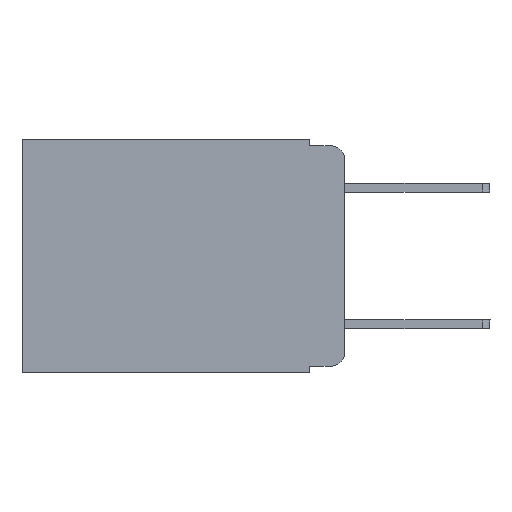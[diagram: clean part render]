
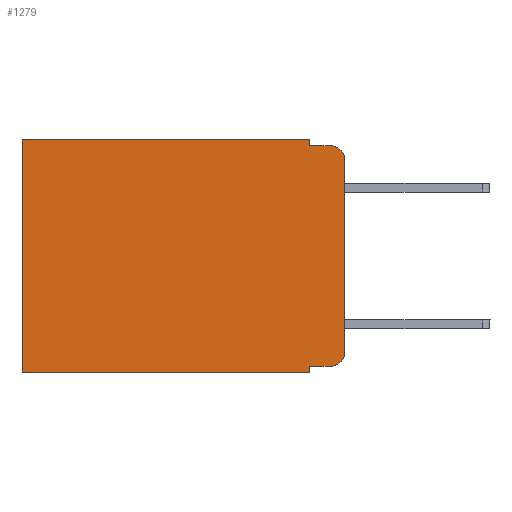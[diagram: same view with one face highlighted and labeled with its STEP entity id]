
A CAD part, left-side view. The second image highlights one B-rep face of the part: STEP entity #1279.
In plain terms, the highlighted planar face has unit normal (-1, 0, 0).
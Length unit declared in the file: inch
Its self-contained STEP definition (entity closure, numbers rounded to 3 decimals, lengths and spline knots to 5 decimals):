
#162 = LINE ( 'NONE', #8276, #5880 ) ;
#372 = CARTESIAN_POINT ( 'NONE',  ( 0.298, 0.051, 0. ) ) ;
#661 = EDGE_CURVE ( 'NONE', #10207, #13263, #8382, .T. ) ;
#1029 = DIRECTION ( 'NONE',  ( 0., 1., 0. ) ) ;
#1036 = ORIENTED_EDGE ( 'NONE', *, *, #5866, .T. ) ;
#1279 = ADVANCED_FACE ( 'NONE', ( #13602 ), #6746, .F. ) ;
#1370 = CARTESIAN_POINT ( 'NONE',  ( 0.298, 0.051, -0.01 ) ) ;
#1688 = VERTEX_POINT ( 'NONE', #4409 ) ;
#1827 = ORIENTED_EDGE ( 'NONE', *, *, #9746, .F. ) ;
#2235 = CARTESIAN_POINT ( 'NONE',  ( 0.298, 0., -0.343 ) ) ;
#2742 = VECTOR ( 'NONE', #12050, 39.37008 ) ;
#3041 = CARTESIAN_POINT ( 'NONE',  ( 0.298, 0.473, 0. ) ) ;
#3149 = ORIENTED_EDGE ( 'NONE', *, *, #12724, .F. ) ;
#3373 = DIRECTION ( 'NONE',  ( 0., 0., -1. ) ) ;
#3925 = CARTESIAN_POINT ( 'NONE',  ( 0.298, 0., -0.03 ) ) ;
#3981 = LINE ( 'NONE', #372, #11607 ) ;
#4278 = ORIENTED_EDGE ( 'NONE', *, *, #12153, .F. ) ;
#4393 = DIRECTION ( 'NONE',  ( 0., 0., -1. ) ) ;
#4409 = CARTESIAN_POINT ( 'NONE',  ( 0.298, 0.051, -0.333 ) ) ;
#4478 = LINE ( 'NONE', #14623, #6460 ) ;
#4493 = CARTESIAN_POINT ( 'NONE',  ( 0.298, 0., 0. ) ) ;
#4815 = CARTESIAN_POINT ( 'NONE',  ( 0.298, 0.02, -0.01 ) ) ;
#5068 = CIRCLE ( 'NONE', #13691, 0.02 ) ;
#5276 = ORIENTED_EDGE ( 'NONE', *, *, #9017, .F. ) ;
#5851 = CARTESIAN_POINT ( 'NONE',  ( 0.298, 0., -0.313 ) ) ;
#5866 = EDGE_CURVE ( 'NONE', #13934, #6869, #5068, .T. ) ;
#5880 = VECTOR ( 'NONE', #12880, 39.37008 ) ;
#6460 = VECTOR ( 'NONE', #9043, 39.37008 ) ;
#6494 = ORIENTED_EDGE ( 'NONE', *, *, #11771, .T. ) ;
#6722 = CARTESIAN_POINT ( 'NONE',  ( 0.298, 0.02, -0.333 ) ) ;
#6746 = PLANE ( 'NONE',  #14505 ) ;
#6869 = VERTEX_POINT ( 'NONE', #4815 ) ;
#7151 = CARTESIAN_POINT ( 'NONE',  ( 0.298, 0.473, -0.343 ) ) ;
#7352 = EDGE_CURVE ( 'NONE', #1688, #12065, #14047, .T. ) ;
#7477 = CARTESIAN_POINT ( 'NONE',  ( 0.298, 0., 0. ) ) ;
#7514 = AXIS2_PLACEMENT_3D ( 'NONE', #9276, #12685, #11608 ) ;
#7842 = ORIENTED_EDGE ( 'NONE', *, *, #661, .T. ) ;
#8276 = CARTESIAN_POINT ( 'NONE',  ( 0.298, 0.051, 0. ) ) ;
#8382 = LINE ( 'NONE', #7477, #2742 ) ;
#8462 = VERTEX_POINT ( 'NONE', #7151 ) ;
#8620 = CARTESIAN_POINT ( 'NONE',  ( 0.298, 0.051, -0.343 ) ) ;
#8763 = CARTESIAN_POINT ( 'NONE',  ( 0.298, 0.02, -0.03 ) ) ;
#9017 = EDGE_CURVE ( 'NONE', #1688, #12621, #3981, .T. ) ;
#9043 = DIRECTION ( 'NONE',  ( 0., -1., 0. ) ) ;
#9060 = DIRECTION ( 'NONE',  ( 1., 0., 0. ) ) ;
#9276 = CARTESIAN_POINT ( 'NONE',  ( 0.298, 0.02, -0.313 ) ) ;
#9280 = DIRECTION ( 'NONE',  ( 0., -1., 0. ) ) ;
#9693 = ORIENTED_EDGE ( 'NONE', *, *, #10965, .T. ) ;
#9746 = EDGE_CURVE ( 'NONE', #10207, #13790, #162, .T. ) ;
#10073 = VERTEX_POINT ( 'NONE', #5851 ) ;
#10089 = LINE ( 'NONE', #14685, #10366 ) ;
#10107 = LINE ( 'NONE', #2235, #10469 ) ;
#10207 = VERTEX_POINT ( 'NONE', #11788 ) ;
#10366 = VECTOR ( 'NONE', #4393, 39.37008 ) ;
#10469 = VECTOR ( 'NONE', #1029, 39.37008 ) ;
#10786 = CARTESIAN_POINT ( 'NONE',  ( 0.298, 0.051, -0.333 ) ) ;
#10965 = EDGE_CURVE ( 'NONE', #13263, #8462, #13943, .T. ) ;
#11607 = VECTOR ( 'NONE', #11996, 39.37008 ) ;
#11608 = DIRECTION ( 'NONE',  ( 0., 0., -1. ) ) ;
#11611 = EDGE_CURVE ( 'NONE', #12621, #8462, #10107, .T. ) ;
#11771 = EDGE_CURVE ( 'NONE', #12065, #10073, #12306, .T. ) ;
#11788 = CARTESIAN_POINT ( 'NONE',  ( 0.298, 0.051, 0. ) ) ;
#11893 = CARTESIAN_POINT ( 'NONE',  ( 0.298, 0.473, 0. ) ) ;
#11996 = DIRECTION ( 'NONE',  ( 0., 0., -1. ) ) ;
#12050 = DIRECTION ( 'NONE',  ( 0., 1., 0. ) ) ;
#12065 = VERTEX_POINT ( 'NONE', #6722 ) ;
#12153 = EDGE_CURVE ( 'NONE', #13934, #10073, #10089, .T. ) ;
#12270 = ORIENTED_EDGE ( 'NONE', *, *, #7352, .T. ) ;
#12306 = CIRCLE ( 'NONE', #7514, 0.02 ) ;
#12400 = ORIENTED_EDGE ( 'NONE', *, *, #11611, .F. ) ;
#12621 = VERTEX_POINT ( 'NONE', #8620 ) ;
#12685 = DIRECTION ( 'NONE',  ( -1., 0., 0. ) ) ;
#12724 = EDGE_CURVE ( 'NONE', #13790, #6869, #4478, .T. ) ;
#12880 = DIRECTION ( 'NONE',  ( 0., 0., -1. ) ) ;
#13044 = VECTOR ( 'NONE', #9280, 39.37008 ) ;
#13263 = VERTEX_POINT ( 'NONE', #3041 ) ;
#13367 = VECTOR ( 'NONE', #14309, 39.37008 ) ;
#13434 = DIRECTION ( 'NONE',  ( 0., 0., -1. ) ) ;
#13602 = FACE_OUTER_BOUND ( 'NONE', #14321, .T. ) ;
#13691 = AXIS2_PLACEMENT_3D ( 'NONE', #8763, #14280, #13434 ) ;
#13790 = VERTEX_POINT ( 'NONE', #1370 ) ;
#13934 = VERTEX_POINT ( 'NONE', #3925 ) ;
#13943 = LINE ( 'NONE', #11893, #13367 ) ;
#14047 = LINE ( 'NONE', #10786, #13044 ) ;
#14280 = DIRECTION ( 'NONE',  ( -1., 0., 0. ) ) ;
#14309 = DIRECTION ( 'NONE',  ( 0., 0., -1. ) ) ;
#14321 = EDGE_LOOP ( 'NONE', ( #4278, #1036, #3149, #1827, #7842, #9693, #12400, #5276, #12270, #6494 ) ) ;
#14505 = AXIS2_PLACEMENT_3D ( 'NONE', #4493, #9060, #3373 ) ;
#14623 = CARTESIAN_POINT ( 'NONE',  ( 0.298, 0.051, -0.01 ) ) ;
#14685 = CARTESIAN_POINT ( 'NONE',  ( 0.298, 0., 0. ) ) ;
